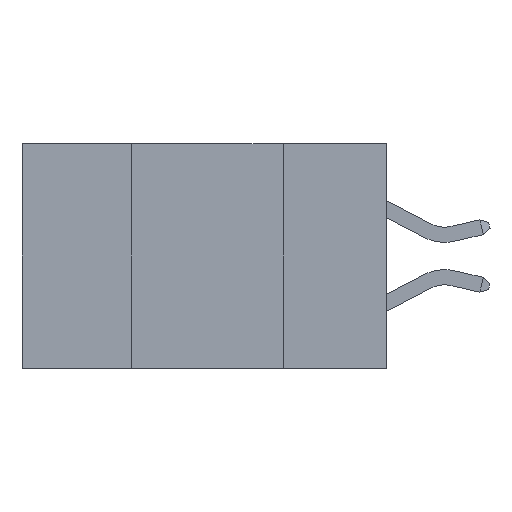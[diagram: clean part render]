
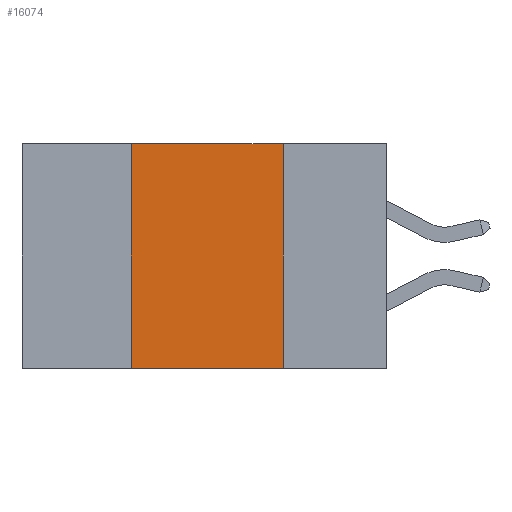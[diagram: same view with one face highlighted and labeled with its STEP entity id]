
A CAD part, left-side view. The second image highlights one B-rep face of the part: STEP entity #16074.
In plain terms, the highlighted planar face has unit normal (-1, 0, 0).
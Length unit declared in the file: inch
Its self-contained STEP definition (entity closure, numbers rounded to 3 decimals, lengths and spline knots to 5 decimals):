
#1144 = VERTEX_POINT ( 'NONE', #11786 ) ;
#1867 = CARTESIAN_POINT ( 'NONE',  ( 0., 0.6, 0. ) ) ;
#3571 = VECTOR ( 'NONE', #24473, 39.37008 ) ;
#4464 = ORIENTED_EDGE ( 'NONE', *, *, #16423, .F. ) ;
#5517 = ORIENTED_EDGE ( 'NONE', *, *, #27380, .F. ) ;
#7056 = CARTESIAN_POINT ( 'NONE',  ( 0., 0.17, 0. ) ) ;
#7329 = VERTEX_POINT ( 'NONE', #7056 ) ;
#7527 = DIRECTION ( 'NONE',  ( 0., -1., 0. ) ) ;
#9155 = DIRECTION ( 'NONE',  ( 0., 0., 1. ) ) ;
#9316 = ORIENTED_EDGE ( 'NONE', *, *, #26083, .T. ) ;
#9902 = VECTOR ( 'NONE', #9155, 39.37008 ) ;
#10235 = LINE ( 'NONE', #18417, #17395 ) ;
#10698 = DIRECTION ( 'NONE',  ( 1., 0., 0. ) ) ;
#11786 = CARTESIAN_POINT ( 'NONE',  ( 0., 0.17, -0.37 ) ) ;
#13000 = CARTESIAN_POINT ( 'NONE',  ( 0., 0.42, 0. ) ) ;
#14896 = VECTOR ( 'NONE', #23615, 39.37008 ) ;
#15109 = AXIS2_PLACEMENT_3D ( 'NONE', #1867, #10698, #25934 ) ;
#16074 = ADVANCED_FACE ( 'NONE', ( #19118 ), #23780, .F. ) ;
#16423 = EDGE_CURVE ( 'NONE', #19774, #7329, #10235, .T. ) ;
#16791 = ORIENTED_EDGE ( 'NONE', *, *, #18642, .F. ) ;
#17395 = VECTOR ( 'NONE', #7527, 39.37008 ) ;
#17892 = VERTEX_POINT ( 'NONE', #26312 ) ;
#17984 = CARTESIAN_POINT ( 'NONE',  ( 0., 0.17, 0. ) ) ;
#18417 = CARTESIAN_POINT ( 'NONE',  ( 0., 0.6, 0. ) ) ;
#18642 = EDGE_CURVE ( 'NONE', #17892, #19774, #27264, .T. ) ;
#19118 = FACE_OUTER_BOUND ( 'NONE', #26141, .T. ) ;
#19774 = VERTEX_POINT ( 'NONE', #13000 ) ;
#20018 = CARTESIAN_POINT ( 'NONE',  ( 0., 0.42, 0. ) ) ;
#22063 = LINE ( 'NONE', #27954, #14896 ) ;
#23615 = DIRECTION ( 'NONE',  ( 0., -1., 0. ) ) ;
#23780 = PLANE ( 'NONE',  #15109 ) ;
#24473 = DIRECTION ( 'NONE',  ( 0., 0., -1. ) ) ;
#25934 = DIRECTION ( 'NONE',  ( 0., 0., -1. ) ) ;
#26083 = EDGE_CURVE ( 'NONE', #17892, #1144, #22063, .T. ) ;
#26102 = LINE ( 'NONE', #17984, #3571 ) ;
#26141 = EDGE_LOOP ( 'NONE', ( #5517, #4464, #16791, #9316 ) ) ;
#26312 = CARTESIAN_POINT ( 'NONE',  ( 0., 0.42, -0.37 ) ) ;
#27264 = LINE ( 'NONE', #20018, #9902 ) ;
#27380 = EDGE_CURVE ( 'NONE', #7329, #1144, #26102, .T. ) ;
#27954 = CARTESIAN_POINT ( 'NONE',  ( 0., 0.6, -0.37 ) ) ;
